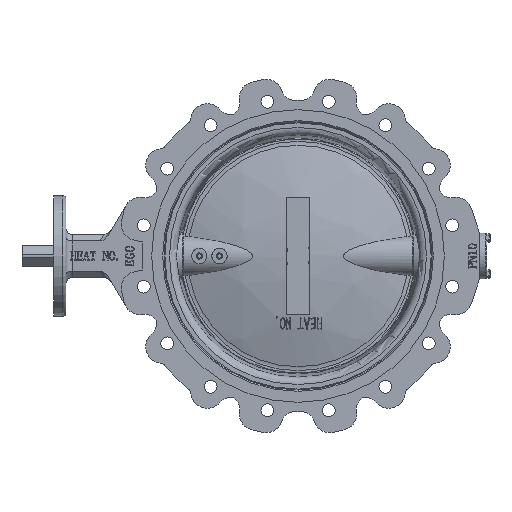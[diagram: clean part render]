
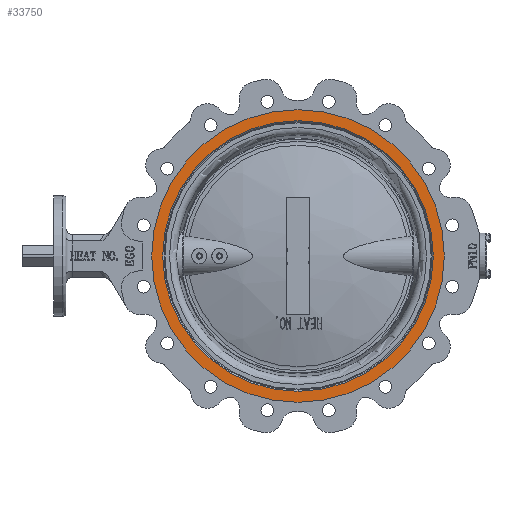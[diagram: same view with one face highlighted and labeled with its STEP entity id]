
A CAD part, left-side view. The second image highlights one B-rep face of the part: STEP entity #33750.
In plain terms, the highlighted planar face has unit normal (-1, 0, 0).
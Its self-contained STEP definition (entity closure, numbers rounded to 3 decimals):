
#6806=PLANE('',#35661);
#7411=FACE_BOUND('',#10239,.T.);
#8499=FACE_OUTER_BOUND('',#10238,.T.);
#10238=EDGE_LOOP('',(#29889));
#10239=EDGE_LOOP('',(#29890));
#11585=CIRCLE('',#35660,221.55);
#11586=CIRCLE('',#35662,239.55);
#16634=VERTEX_POINT('',#89785);
#16635=VERTEX_POINT('',#89788);
#21280=EDGE_CURVE('',#16634,#16634,#11585,.T.);
#21281=EDGE_CURVE('',#16635,#16635,#11586,.T.);
#29889=ORIENTED_EDGE('',*,*,#21281,.T.);
#29890=ORIENTED_EDGE('',*,*,#21280,.F.);
#33750=ADVANCED_FACE('',(#8499,#7411),#6806,.F.);
#35660=AXIS2_PLACEMENT_3D('',#89786,#40651,#40652);
#35661=AXIS2_PLACEMENT_3D('',#89787,#40653,#40654);
#35662=AXIS2_PLACEMENT_3D('',#89789,#40655,#40656);
#40651=DIRECTION('center_axis',(-1.,0.,0.));
#40652=DIRECTION('ref_axis',(0.,0.,1.));
#40653=DIRECTION('center_axis',(1.,0.,0.));
#40654=DIRECTION('ref_axis',(0.,0.,-1.));
#40655=DIRECTION('center_axis',(-1.,0.,0.));
#40656=DIRECTION('ref_axis',(0.,0.,1.));
#89785=CARTESIAN_POINT('',(388.134,-364.33,618.078));
#89786=CARTESIAN_POINT('Origin',(388.134,-364.33,396.528));
#89787=CARTESIAN_POINT('Origin',(388.134,-124.78,396.528));
#89788=CARTESIAN_POINT('',(388.134,-364.33,636.078));
#89789=CARTESIAN_POINT('Origin',(388.134,-364.33,396.528));
